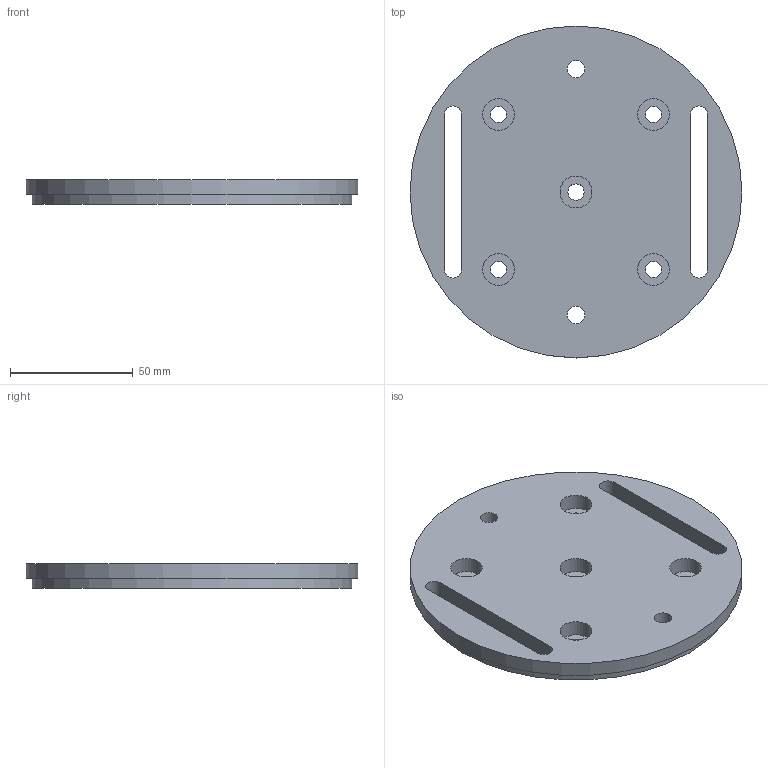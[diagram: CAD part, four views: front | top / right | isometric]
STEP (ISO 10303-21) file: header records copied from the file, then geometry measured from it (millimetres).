
FILE_DESCRIPTION(('Bauteilbeschreibung','HiCAD-Model','HiCAD-STEP-TRANSLATION','Bauteilbeschreibung'),'2;1');
FILE_NAME('026206_STEP.STP','2003-03-12T15:15:31+00:00',('Konstrukteur'),('Konstrukteur Firma GmbH'),'HiCAD2 V1102 STEP 20.9.2001','HiCAD2 V1102','confidential');
FILE_SCHEMA(('AUTOMOTIVE_DESIGN { 1 2 10303 214 0 1 1 1 }'));
Length unit declared in the file: millimetre
Products named in the file (2): A0011511; A00115110
Assembly tree (1 placements, depth 2):
  A0011511
    A00115110
Bounding box: 135 x 135 x 10 mm (x, y, z)
Volume: 123704.3 mm3; surface area: 35481.9 mm2
Topology: 1 solids, 1 shells, 30 faces, 75 edges, 53 vertices
Faces by surface type: cylinder 18, plane 12
Full cylindrical faces by diameter (mm): 6.6 x5, 7 x2, 13 x5, 130 x1, 135 x1
Entity records: 1359 total; most frequent: DIRECTION 152, CARTESIAN_POINT 128, ORIENTED_EDGE 104, COLOUR_RGB 83, PRESENTATION_STYLE_ASSIGNMENT 83, OVER_RIDING_STYLED_ITEM 82, AXIS2_PLACEMENT_3D 68, EDGE_LOOP 68
